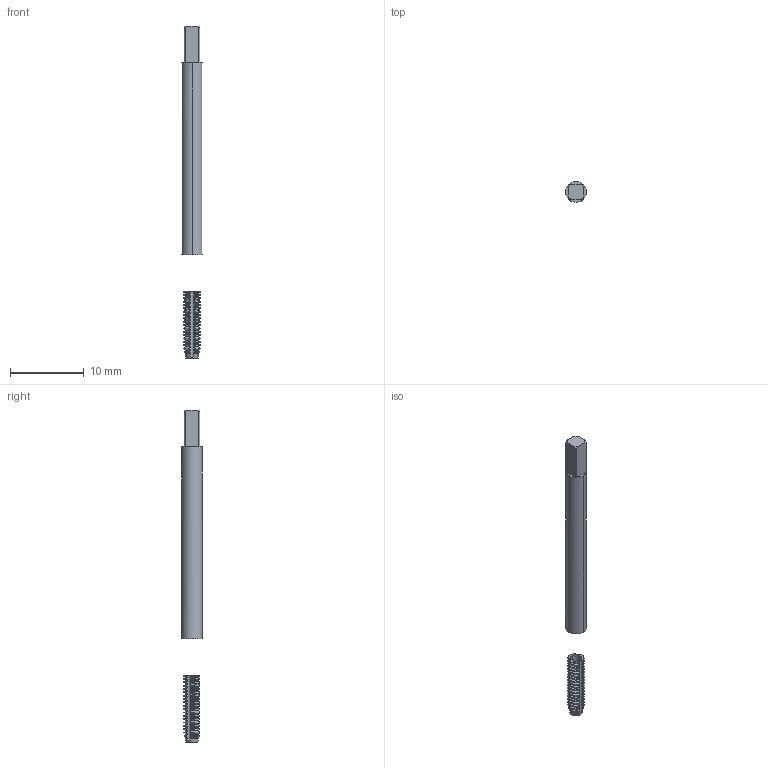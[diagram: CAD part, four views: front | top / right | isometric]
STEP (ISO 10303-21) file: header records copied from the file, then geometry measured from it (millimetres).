
FILE_DESCRIPTION(('no description'),'unknown implementation level');
FILE_NAME('solidm0OM6q1QT_5bVvCmnH_x8msw8sk_1.STP',' ',('CIM GmbH Aachen'),('CADClick - KiM GmbH - www.kimweb.de'),'unknown preprocess','ACIS','unknown authorization');
FILE_SCHEMA(('automotive_design'));
Length unit declared in the file: millimetre
Products named in the file (2): 1; 2
Bounding box: 2.8 x 2.8 x 45 mm (x, y, z)
Volume: 190.9 mm3; surface area: 404.2 mm2
Topology: 2 solids, 2 shells, 510 faces, 1442 edges, 935 vertices
Faces by surface type: cone 204, cylinder 182, plane 124
Entity records: 34195 total; most frequent: CARTESIAN_POINT 5089, STYLED_ITEM 2889, PRESENTATION_STYLE_ASSIGNMENT 2889, COLOUR_RGB 2889, ORIENTED_EDGE 2884, DIRECTION 2661, EDGE_CURVE 1442, CURVE_STYLE 1442
